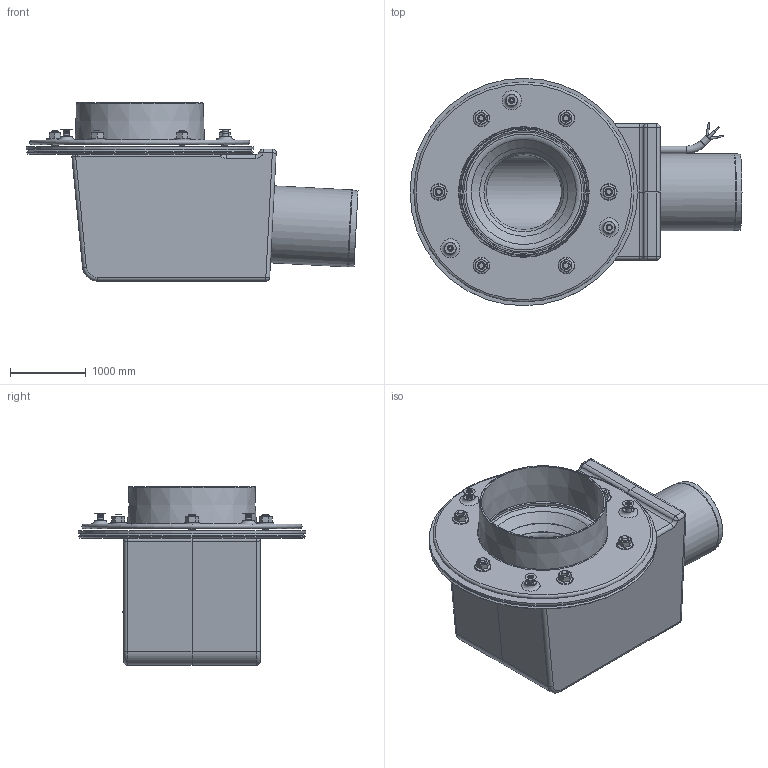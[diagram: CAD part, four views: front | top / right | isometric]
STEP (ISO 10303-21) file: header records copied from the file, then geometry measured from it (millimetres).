
FILE_DESCRIPTION(/* description */ (''),/* implementation_level */ '2;1');
FILE_NAME(/* name */ '21936.100X_3D.stp',/* time_stamp */ '2024-12-12T09:28:10+01:00',/* author */ ('CAD'),/* organization */ (''),/* preprocessor_version */ 'ST-DEVELOPER v20',/* originating_system */ 'AutoCAD Mechanical',/* authorisation */ '');
FILE_SCHEMA (('AUTOMOTIVE_DESIGN { 1 0 10303 214 3 1 1 }'));
Length unit declared in the file: centimetre
Products named in the file (3): Product; *S0; Heizung
Assembly tree (2 placements, depth 2):
  Product
    *S0
    Heizung
Bounding box: 4376.22 x 3000 x 2350 mm (x, y, z)
Volume: 6076007966.1 mm3; surface area: 99762816.9 mm2
Topology: 26 solids, 26 shells, 581 faces, 1241 edges, 734 vertices
Faces by surface type: cone 241, plane 162, cylinder 107, torus 47, bspline 14, sphere 10
Full cylindrical faces by diameter (mm): 20 x3, 30 x4, 70 x6, 80 x12, 83.76 x6, 100 x2, 140 x4, 160 x12, 170 x2, 992 x2, 1016 x2, 1600 x1, 3000 x1
Entity records: 17525 total; most frequent: CARTESIAN_POINT 4664, DIRECTION 2833, ORIENTED_EDGE 2490, EDGE_CURVE 1245, AXIS2_PLACEMENT_3D 1181, VERTEX_POINT 736, EDGE_LOOP 665, FACE_OUTER_BOUND 581
